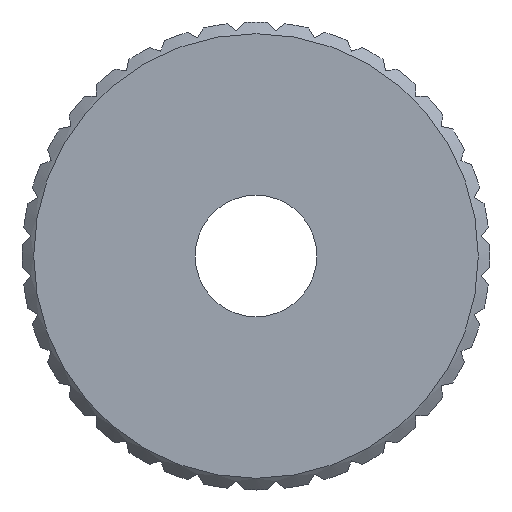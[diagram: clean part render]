
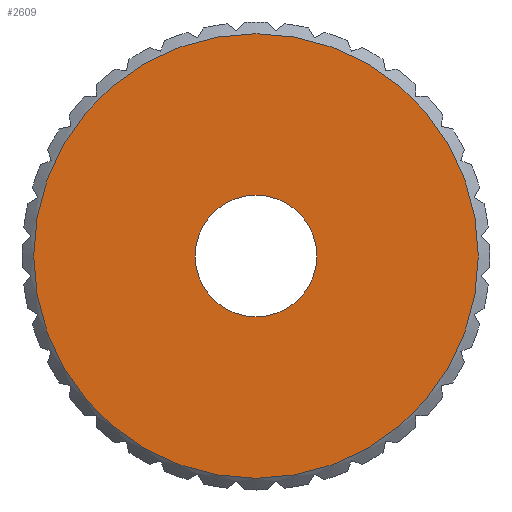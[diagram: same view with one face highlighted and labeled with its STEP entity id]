
A CAD part, left-side view. The second image highlights one B-rep face of the part: STEP entity #2609.
In plain terms, the highlighted planar face has unit normal (-1, 0, 0).
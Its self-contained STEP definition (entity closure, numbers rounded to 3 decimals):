
#2582=CARTESIAN_POINT('',(123.999,-302.748,11.475));
#2583=DIRECTION('',(1.,0.,0.));
#2584=DIRECTION('',(-0.,0.,1.));
#2585=AXIS2_PLACEMENT_3D('',#2582,#2583,#2584);
#2586=PLANE('',#2585);
#2587=CARTESIAN_POINT('',(123.999,-114.748,19.875));
#2588=VERTEX_POINT('',#2587);
#2589=CARTESIAN_POINT('',(123.999,-114.748,22.475));
#2590=DIRECTION('',(1.,0.,0.));
#2591=DIRECTION('',(0.,0.,-1.));
#2592=AXIS2_PLACEMENT_3D('',#2589,#2590,#2591);
#2593=CIRCLE('',#2592,2.6);
#2594=EDGE_CURVE('',#2588,#2588,#2593,.T.);
#2595=ORIENTED_EDGE('',*,*,#2594,.T.);
#2596=EDGE_LOOP('',(#2595));
#2597=FACE_BOUND('',#2596,.T.);
#2598=CARTESIAN_POINT('',(123.999,-114.748,12.975));
#2599=VERTEX_POINT('',#2598);
#2600=CARTESIAN_POINT('',(123.999,-114.748,22.475));
#2601=DIRECTION('',(1.,0.,0.));
#2602=DIRECTION('',(0.,0.,-1.));
#2603=AXIS2_PLACEMENT_3D('',#2600,#2601,#2602);
#2604=CIRCLE('',#2603,9.5);
#2605=EDGE_CURVE('',#2599,#2599,#2604,.T.);
#2606=ORIENTED_EDGE('',*,*,#2605,.F.);
#2607=EDGE_LOOP('',(#2606));
#2608=FACE_BOUND('',#2607,.T.);
#2609=ADVANCED_FACE('',(#2597,#2608),#2586,.F.);
